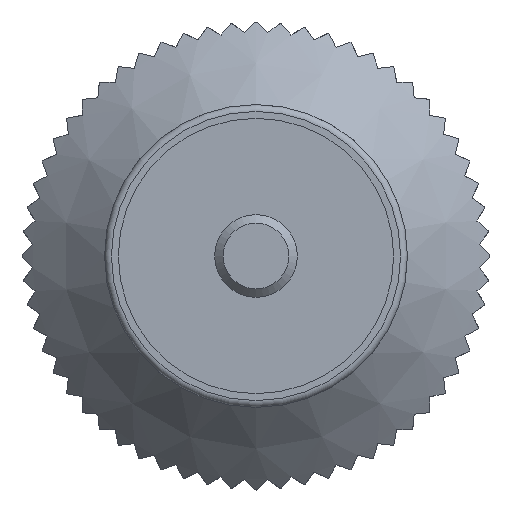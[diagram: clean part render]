
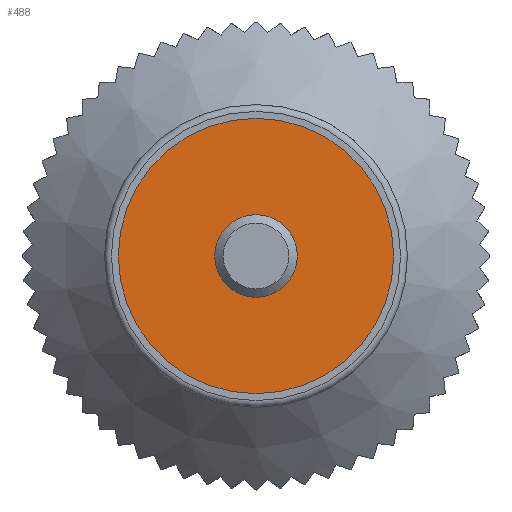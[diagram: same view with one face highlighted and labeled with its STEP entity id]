
A CAD part, front view. The second image highlights one B-rep face of the part: STEP entity #488.
In plain terms, the highlighted planar face has unit normal (0, -1, 0).
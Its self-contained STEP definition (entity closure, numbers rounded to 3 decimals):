
#488 = ADVANCED_FACE( '', ( #1048, #1049 ), #1050, .F. );
#1048 = FACE_BOUND( '', #1677, .T. );
#1049 = FACE_OUTER_BOUND( '', #1678, .T. );
#1050 = PLANE( '', #1679 );
#1677 = EDGE_LOOP( '', ( #3311 ) );
#1678 = EDGE_LOOP( '', ( #3312 ) );
#1679 = AXIS2_PLACEMENT_3D( '', #3313, #3314, #3315 );
#3311 = ORIENTED_EDGE( '', *, *, #4582, .F. );
#3312 = ORIENTED_EDGE( '', *, *, #4294, .T. );
#3313 = CARTESIAN_POINT( '', ( 10., 0., 0. ) );
#3314 = DIRECTION( '', ( 0., 1., 0. ) );
#3315 = DIRECTION( '', ( 0., 0., 1. ) );
#4294 = EDGE_CURVE( '', #5372, #5372, #5373, .T. );
#4582 = EDGE_CURVE( '', #5761, #5761, #5762, .F. );
#5372 = VERTEX_POINT( '', #7452 );
#5373 = CIRCLE( '', #7453, 10. );
#5761 = VERTEX_POINT( '', #8726 );
#5762 = CIRCLE( '', #8727, 3. );
#7452 = CARTESIAN_POINT( '', ( 0., 0., -10. ) );
#7453 = AXIS2_PLACEMENT_3D( '', #9190, #9191, #9192 );
#8726 = CARTESIAN_POINT( '', ( 0., 0., 3. ) );
#8727 = AXIS2_PLACEMENT_3D( '', #9426, #9427, #9428 );
#9190 = CARTESIAN_POINT( '', ( 0., 0., 0. ) );
#9191 = DIRECTION( '', ( 0., -1., 0. ) );
#9192 = DIRECTION( '', ( 0., 0., -1. ) );
#9426 = CARTESIAN_POINT( '', ( 0., 0., 0. ) );
#9427 = DIRECTION( '', ( 0., 1., 0. ) );
#9428 = DIRECTION( '', ( 0., 0., 1. ) );
